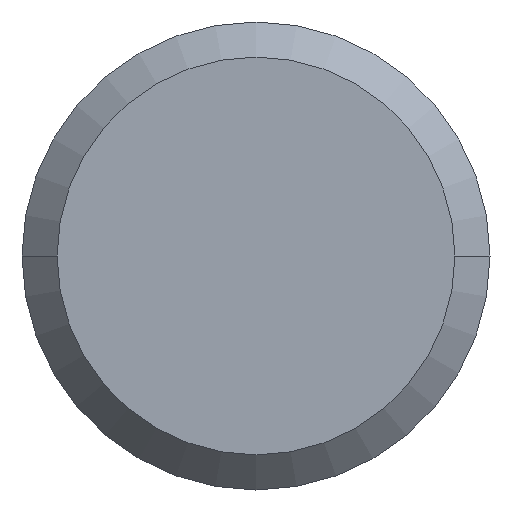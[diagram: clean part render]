
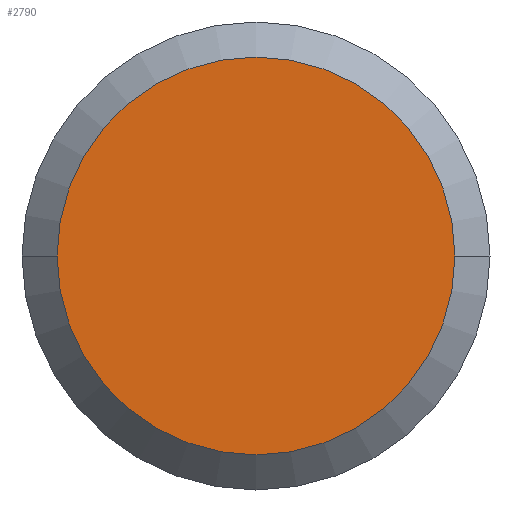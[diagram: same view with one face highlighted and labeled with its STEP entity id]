
A CAD part, front view. The second image highlights one B-rep face of the part: STEP entity #2790.
In plain terms, the highlighted planar face has unit normal (0, -1, 0).
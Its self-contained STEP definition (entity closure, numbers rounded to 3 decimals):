
#2110=CARTESIAN_POINT('',(34.026,-3878.908,0.));
#2120=VERTEX_POINT('',#2110);
#2300=CARTESIAN_POINT('',(68.026,-3878.908,0.));
#2310=VERTEX_POINT('',#2300);
#2340=CARTESIAN_POINT('',(51.026,-3878.908,0.));
#2350=DIRECTION('',(0.,1.,0.));
#2360=DIRECTION('',(1.,0.,0.));
#2370=AXIS2_PLACEMENT_3D('',#2340,#2350,#2360);
#2380=CIRCLE('',#2370,17.);
#2390=EDGE_CURVE('',#2120,#2310,#2380,.T.);
#2690=CARTESIAN_POINT('',(62.626,-3878.908,0.));
#2700=DIRECTION('',(-0.,-1.,-0.));
#2710=DIRECTION('',(-1.,0.,0.));
#2720=AXIS2_PLACEMENT_3D('',#2690,#2700,#2710);
#2730=PLANE('',#2720);
#2740=EDGE_CURVE('',#2310,#2120,#2380,.T.);
#2750=ORIENTED_EDGE('',*,*,#2740,.F.);
#2760=ORIENTED_EDGE('',*,*,#2390,.F.);
#2770=EDGE_LOOP('',(#2760,#2750));
#2780=FACE_OUTER_BOUND('',#2770,.T.);
#2790=ADVANCED_FACE('',(#2780),#2730,.T.);
